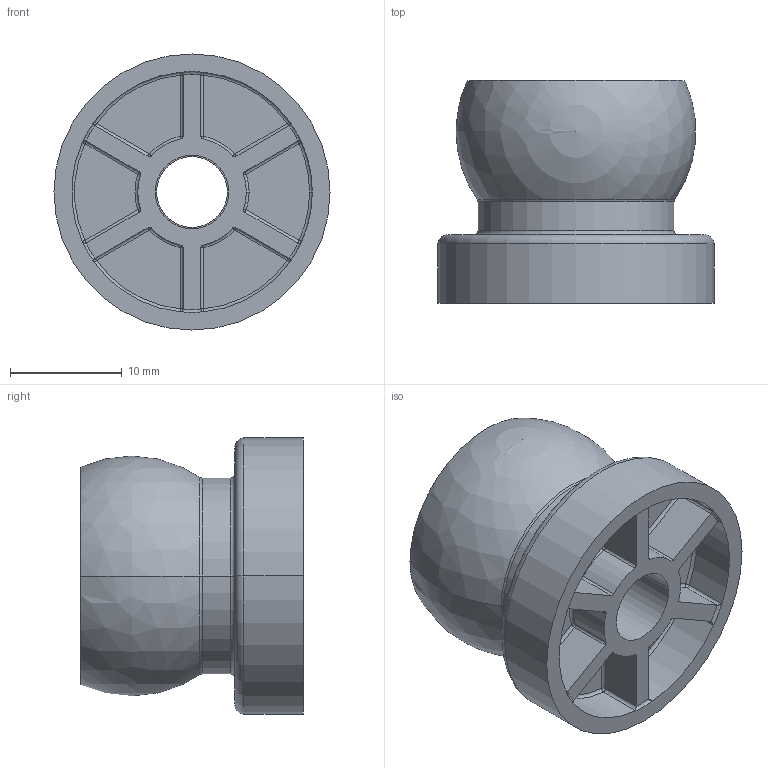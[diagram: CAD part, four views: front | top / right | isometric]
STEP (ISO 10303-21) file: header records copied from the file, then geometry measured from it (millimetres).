
FILE_DESCRIPTION (( 'STEP AP203' ), '1' );
FILE_NAME ('1-2 Fixed Mount.STEP', '2005-02-04T23:46:16', ( 'mark lockwood' ), ( 'lockwood products inc.' ), 'SwSTEP 2.0', 'SolidWorks 2004146', '' );
FILE_SCHEMA (( 'CONFIG_CONTROL_DESIGN' ));
Length unit declared in the file: inch
Products named in the file (1): 1-2 Fixed Mount
Bounding box: 24.77 x 19.99 x 24.77 mm (x, y, z)
Volume: 3406.7 mm3; surface area: 3934 mm2
Topology: 1 solids, 1 shells, 183 faces, 448 edges, 245 vertices
Faces by surface type: cylinder 76, plane 42, sphere 26, torus 26, cone 13
Entity records: 5288 total; most frequent: DIRECTION 999, CARTESIAN_POINT 967, ORIENTED_EDGE 838, AXIS2_PLACEMENT_3D 422, EDGE_CURVE 419, VERTEX_POINT 242, CIRCLE 238, EDGE_LOOP 189
